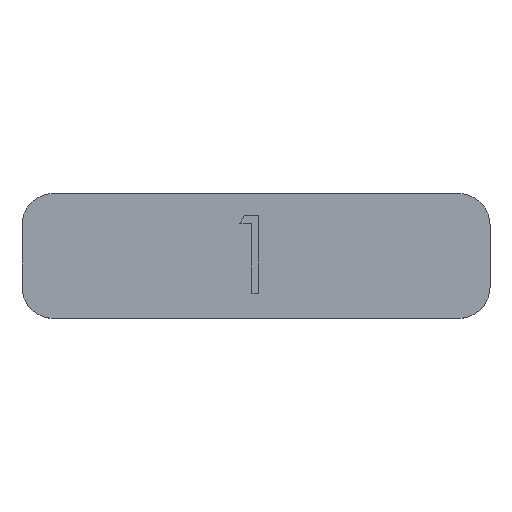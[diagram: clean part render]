
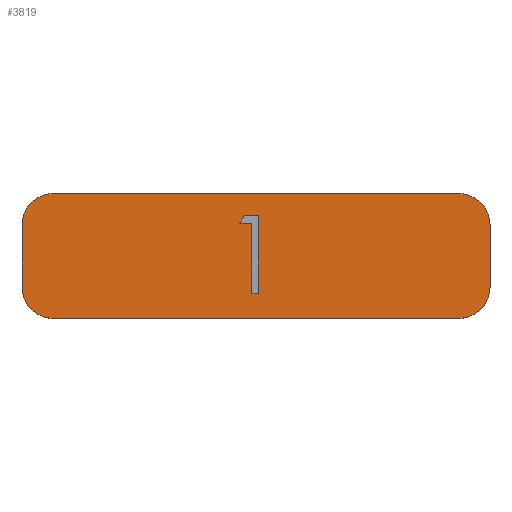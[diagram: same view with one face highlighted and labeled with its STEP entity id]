
A CAD part, top view. The second image highlights one B-rep face of the part: STEP entity #3819.
In plain terms, the highlighted planar face has unit normal (0, 0, 1).
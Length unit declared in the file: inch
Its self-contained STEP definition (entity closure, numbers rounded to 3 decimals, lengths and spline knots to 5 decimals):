
#31 = EDGE_CURVE ( 'NONE', #1767, #2659, #1476, .T. ) ;
#73 = DIRECTION ( 'NONE',  ( 1., 0., 0. ) ) ;
#160 = CARTESIAN_POINT ( 'NONE',  ( 0.05, 0.2, 0.09 ) ) ;
#204 = DIRECTION ( 'NONE',  ( -1., 0., 0. ) ) ;
#206 = CARTESIAN_POINT ( 'NONE',  ( 0.05, 0.05, 0.09 ) ) ;
#211 = CARTESIAN_POINT ( 'NONE',  ( 0., 0.05, 0.09 ) ) ;
#213 = VECTOR ( 'NONE', #4362, 39.37008 ) ;
#303 = VERTEX_POINT ( 'NONE', #2276 ) ;
#338 = EDGE_CURVE ( 'NONE', #1132, #2551, #2423, .T. ) ;
#357 = ORIENTED_EDGE ( 'NONE', *, *, #4595, .T. ) ;
#415 = ORIENTED_EDGE ( 'NONE', *, *, #1507, .T. ) ;
#484 = ORIENTED_EDGE ( 'NONE', *, *, #1005, .T. ) ;
#570 = FACE_OUTER_BOUND ( 'NONE', #2669, .T. ) ;
#571 = CARTESIAN_POINT ( 'NONE',  ( 0.7, 0.2, 0.09 ) ) ;
#583 = LINE ( 'NONE', #1746, #4477 ) ;
#599 = CARTESIAN_POINT ( 'NONE',  ( 0.37949, 0.04, 0.09 ) ) ;
#611 = CARTESIAN_POINT ( 'NONE',  ( 0.05, 0., 0.09 ) ) ;
#615 = AXIS2_PLACEMENT_3D ( 'NONE', #4465, #2209, #718 ) ;
#629 = EDGE_CURVE ( 'NONE', #2082, #3247, #1743, .T. ) ;
#641 = ORIENTED_EDGE ( 'NONE', *, *, #3324, .T. ) ;
#657 = CARTESIAN_POINT ( 'NONE',  ( 0.05, 0.15, 0.09 ) ) ;
#667 = LINE ( 'NONE', #1565, #4566 ) ;
#710 = EDGE_CURVE ( 'NONE', #303, #1063, #1854, .T. ) ;
#718 = DIRECTION ( 'NONE',  ( -1., 0., 0. ) ) ;
#852 = VECTOR ( 'NONE', #1017, 39.37008 ) ;
#897 = ORIENTED_EDGE ( 'NONE', *, *, #31, .T. ) ;
#944 = CARTESIAN_POINT ( 'NONE',  ( 0.75, 0.05, 0.09 ) ) ;
#995 = DIRECTION ( 'NONE',  ( 0., 0., -1. ) ) ;
#1005 = EDGE_CURVE ( 'NONE', #3594, #3803, #2961, .T. ) ;
#1017 = DIRECTION ( 'NONE',  ( 0., -1., 0. ) ) ;
#1025 = DIRECTION ( 'NONE',  ( 0., 0., 1. ) ) ;
#1063 = VERTEX_POINT ( 'NONE', #2936 ) ;
#1132 = VERTEX_POINT ( 'NONE', #4803 ) ;
#1209 = VERTEX_POINT ( 'NONE', #1900 ) ;
#1318 = DIRECTION ( 'NONE',  ( 0., 1., 0. ) ) ;
#1319 = EDGE_CURVE ( 'NONE', #1935, #1420, #667, .T. ) ;
#1324 = CARTESIAN_POINT ( 'NONE',  ( 0.75, 0.05, 0.09 ) ) ;
#1332 = CARTESIAN_POINT ( 'NONE',  ( 0.35638, 0.165, 0.09 ) ) ;
#1420 = VERTEX_POINT ( 'NONE', #1645 ) ;
#1476 = CIRCLE ( 'NONE', #3675, 0.05 ) ;
#1507 = EDGE_CURVE ( 'NONE', #1209, #1935, #4376, .T. ) ;
#1565 = CARTESIAN_POINT ( 'NONE',  ( 0.35638, 0.165, 0.09 ) ) ;
#1594 = AXIS2_PLACEMENT_3D ( 'NONE', #657, #1025, #1793 ) ;
#1645 = CARTESIAN_POINT ( 'NONE',  ( 0.37949, 0.165, 0.09 ) ) ;
#1669 = EDGE_CURVE ( 'NONE', #1420, #303, #4618, .T. ) ;
#1743 = CIRCLE ( 'NONE', #3902, 0.05 ) ;
#1746 = CARTESIAN_POINT ( 'NONE',  ( 0.05, 0., 0.09 ) ) ;
#1767 = VERTEX_POINT ( 'NONE', #3119 ) ;
#1793 = DIRECTION ( 'NONE',  ( -1., 0., 0. ) ) ;
#1854 = LINE ( 'NONE', #599, #2097 ) ;
#1900 = CARTESIAN_POINT ( 'NONE',  ( 0.34904, 0.15218, 0.09 ) ) ;
#1913 = CARTESIAN_POINT ( 'NONE',  ( 0.05, 0.2, 0.09 ) ) ;
#1935 = VERTEX_POINT ( 'NONE', #1332 ) ;
#1962 = ORIENTED_EDGE ( 'NONE', *, *, #3355, .T. ) ;
#2021 = ORIENTED_EDGE ( 'NONE', *, *, #3856, .T. ) ;
#2064 = VECTOR ( 'NONE', #1318, 39.37008 ) ;
#2082 = VERTEX_POINT ( 'NONE', #211 ) ;
#2088 = VERTEX_POINT ( 'NONE', #2854 ) ;
#2090 = CARTESIAN_POINT ( 'NONE',  ( 0.05, 0.15, 0.09 ) ) ;
#2097 = VECTOR ( 'NONE', #4761, 39.37008 ) ;
#2161 = LINE ( 'NONE', #2471, #213 ) ;
#2186 = DIRECTION ( 'NONE',  ( 1., 0., 0. ) ) ;
#2209 = DIRECTION ( 'NONE',  ( 0., 0., 1. ) ) ;
#2276 = CARTESIAN_POINT ( 'NONE',  ( 0.37949, 0.04, 0.09 ) ) ;
#2288 = LINE ( 'NONE', #160, #4867 ) ;
#2307 = ORIENTED_EDGE ( 'NONE', *, *, #710, .T. ) ;
#2359 = DIRECTION ( 'NONE',  ( 0., 1., 0. ) ) ;
#2394 = LINE ( 'NONE', #4386, #852 ) ;
#2423 = CIRCLE ( 'NONE', #615, 0.05 ) ;
#2435 = DIRECTION ( 'NONE',  ( -1., 0., 0. ) ) ;
#2458 = ORIENTED_EDGE ( 'NONE', *, *, #629, .T. ) ;
#2471 = CARTESIAN_POINT ( 'NONE',  ( 0.36827, 0.15218, 0.09 ) ) ;
#2473 = DIRECTION ( 'NONE',  ( 0., 0., 1. ) ) ;
#2551 = VERTEX_POINT ( 'NONE', #1324 ) ;
#2638 = EDGE_CURVE ( 'NONE', #2659, #3594, #2288, .T. ) ;
#2659 = VERTEX_POINT ( 'NONE', #571 ) ;
#2662 = DIRECTION ( 'NONE',  ( -1., 0., 0. ) ) ;
#2669 = EDGE_LOOP ( 'NONE', ( #484, #357, #2458, #1962, #2687, #641, #897, #4113 ) ) ;
#2687 = ORIENTED_EDGE ( 'NONE', *, *, #338, .T. ) ;
#2763 = CARTESIAN_POINT ( 'NONE',  ( 0.34904, 0.15218, 0.09 ) ) ;
#2817 = DIRECTION ( 'NONE',  ( -1., 0., 0. ) ) ;
#2854 = CARTESIAN_POINT ( 'NONE',  ( 0.36827, 0.15218, 0.09 ) ) ;
#2936 = CARTESIAN_POINT ( 'NONE',  ( 0.36827, 0.04, 0.09 ) ) ;
#2961 = CIRCLE ( 'NONE', #1594, 0.05 ) ;
#3075 = ORIENTED_EDGE ( 'NONE', *, *, #1669, .T. ) ;
#3119 = CARTESIAN_POINT ( 'NONE',  ( 0.75, 0.15, 0.09 ) ) ;
#3214 = VECTOR ( 'NONE', #2359, 39.37008 ) ;
#3215 = ORIENTED_EDGE ( 'NONE', *, *, #4195, .T. ) ;
#3247 = VERTEX_POINT ( 'NONE', #611 ) ;
#3249 = CARTESIAN_POINT ( 'NONE',  ( 0., 0.15, 0.09 ) ) ;
#3309 = VECTOR ( 'NONE', #3352, 39.37008 ) ;
#3324 = EDGE_CURVE ( 'NONE', #2551, #1767, #3711, .T. ) ;
#3352 = DIRECTION ( 'NONE',  ( 0., -1., 0. ) ) ;
#3355 = EDGE_CURVE ( 'NONE', #3247, #1132, #583, .T. ) ;
#3382 = AXIS2_PLACEMENT_3D ( 'NONE', #2090, #995, #204 ) ;
#3467 = CARTESIAN_POINT ( 'NONE',  ( 0.7, 0.15, 0.09 ) ) ;
#3594 = VERTEX_POINT ( 'NONE', #1913 ) ;
#3611 = PLANE ( 'NONE',  #3382 ) ;
#3675 = AXIS2_PLACEMENT_3D ( 'NONE', #3467, #4612, #2662 ) ;
#3711 = LINE ( 'NONE', #944, #2064 ) ;
#3803 = VERTEX_POINT ( 'NONE', #3249 ) ;
#3819 = ADVANCED_FACE ( 'NONE', ( #570, #4597 ), #3611, .F. ) ;
#3856 = EDGE_CURVE ( 'NONE', #2088, #1209, #2161, .T. ) ;
#3870 = CARTESIAN_POINT ( 'NONE',  ( 0.36827, 0.04, 0.09 ) ) ;
#3902 = AXIS2_PLACEMENT_3D ( 'NONE', #206, #2473, #2435 ) ;
#3968 = VECTOR ( 'NONE', #4646, 39.37008 ) ;
#3970 = EDGE_LOOP ( 'NONE', ( #415, #4573, #3075, #2307, #3215, #2021 ) ) ;
#4096 = LINE ( 'NONE', #3870, #3214 ) ;
#4113 = ORIENTED_EDGE ( 'NONE', *, *, #2638, .T. ) ;
#4195 = EDGE_CURVE ( 'NONE', #1063, #2088, #4096, .T. ) ;
#4362 = DIRECTION ( 'NONE',  ( -1., 0., 0. ) ) ;
#4376 = LINE ( 'NONE', #2763, #3968 ) ;
#4386 = CARTESIAN_POINT ( 'NONE',  ( 0., 0.05, 0.09 ) ) ;
#4465 = CARTESIAN_POINT ( 'NONE',  ( 0.7, 0.05, 0.09 ) ) ;
#4477 = VECTOR ( 'NONE', #2186, 39.37008 ) ;
#4566 = VECTOR ( 'NONE', #73, 39.37008 ) ;
#4573 = ORIENTED_EDGE ( 'NONE', *, *, #1319, .T. ) ;
#4595 = EDGE_CURVE ( 'NONE', #3803, #2082, #2394, .T. ) ;
#4597 = FACE_BOUND ( 'NONE', #3970, .T. ) ;
#4612 = DIRECTION ( 'NONE',  ( 0., 0., 1. ) ) ;
#4618 = LINE ( 'NONE', #4859, #3309 ) ;
#4646 = DIRECTION ( 'NONE',  ( 0.497, 0.868, 0. ) ) ;
#4761 = DIRECTION ( 'NONE',  ( -1., 0., 0. ) ) ;
#4803 = CARTESIAN_POINT ( 'NONE',  ( 0.7, 0., 0.09 ) ) ;
#4859 = CARTESIAN_POINT ( 'NONE',  ( 0.37949, 0.165, 0.09 ) ) ;
#4867 = VECTOR ( 'NONE', #2817, 39.37008 ) ;
